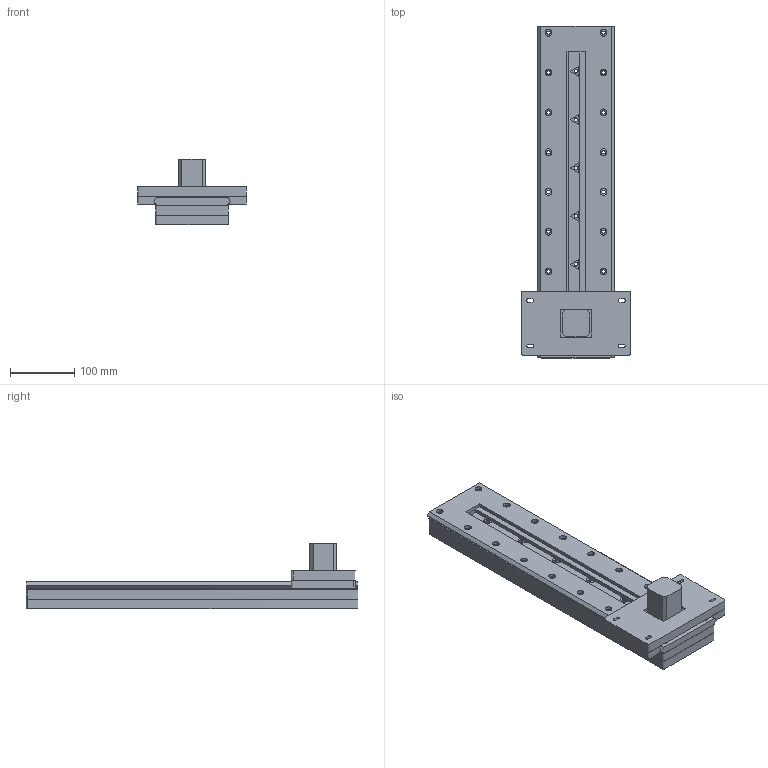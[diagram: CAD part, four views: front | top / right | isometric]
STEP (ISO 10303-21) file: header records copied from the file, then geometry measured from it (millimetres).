
FILE_DESCRIPTION(/* description */ (''),/* implementation_level */ '2;1');
FILE_NAME(/* name */ '400MMA~1',/* time_stamp */ '2016-08-08T12:27:12+08:00',/* author */ (''),/* organization */ (''),/* preprocessor_version */ 'ST-DEVELOPER v15',/* originating_system */ '',/* authorisation */ '');
FILE_SCHEMA (('AUTOMOTIVE_DESIGN'));
Length unit declared in the file: millimetre
Products named in the file (1): Document
Bounding box: 169.3 x 516 x 102.5 mm (x, y, z)
Volume: 2709008.9 mm3; surface area: 498081.5 mm2
Topology: 7 solids, 7 shells, 313 faces, 834 edges, 556 vertices
Faces by surface type: bspline 210, plane 103
Entity records: 16514 total; most frequent: CARTESIAN_POINT 11541, ORIENTED_EDGE 1666, EDGE_CURVE 833, VERTEX_POINT 554, EDGE_LOOP 503, ADVANCED_FACE 313, FACE_OUTER_BOUND 313, B_SPLINE_CURVE_WITH_KNOTS 199
